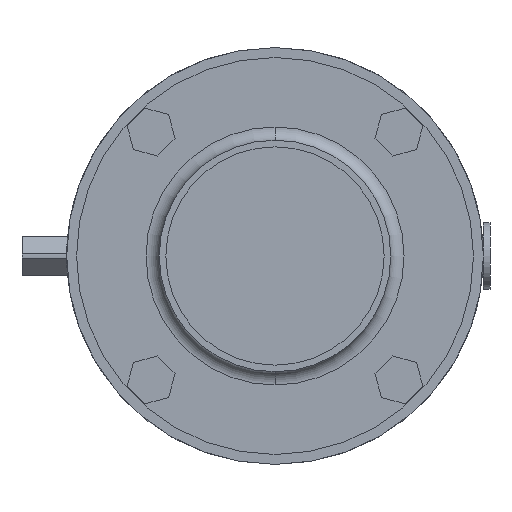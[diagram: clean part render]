
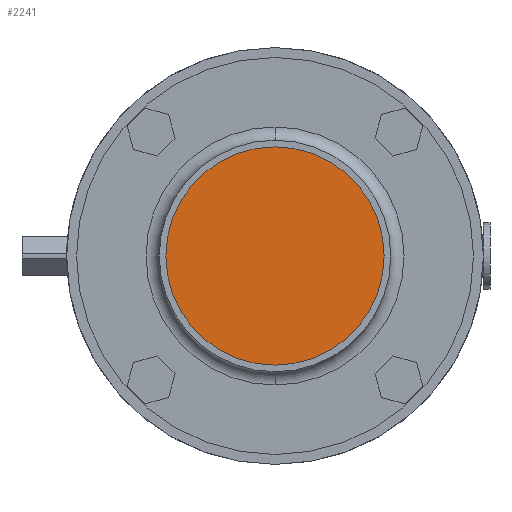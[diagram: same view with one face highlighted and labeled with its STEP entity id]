
A CAD part, left-side view. The second image highlights one B-rep face of the part: STEP entity #2241.
In plain terms, the highlighted face is planar.
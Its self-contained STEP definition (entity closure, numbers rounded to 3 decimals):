
#56 = AXIS2_PLACEMENT_3D ( 'NONE', #2049, #2659, #2687 ) ;
#125 = CARTESIAN_POINT ( 'NONE',  ( 10., 33., 0. ) ) ;
#332 = DIRECTION ( 'NONE',  ( 0., 0., 1. ) ) ;
#509 = VERTEX_POINT ( 'NONE', #565 ) ;
#558 = DIRECTION ( 'NONE',  ( -1., 0., 0. ) ) ;
#565 = CARTESIAN_POINT ( 'NONE',  ( 10., 0., -33. ) ) ;
#743 = CARTESIAN_POINT ( 'NONE',  ( 10., 0., 0. ) ) ;
#764 = DIRECTION ( 'NONE',  ( 0., 0., 1. ) ) ;
#951 = DIRECTION ( 'NONE',  ( -1., 0., 0. ) ) ;
#1357 = PLANE ( 'NONE',  #2185 ) ;
#1405 = CIRCLE ( 'NONE', #56, 33. ) ;
#1458 = EDGE_CURVE ( 'NONE', #1942, #509, #1405, .T. ) ;
#1473 = CARTESIAN_POINT ( 'NONE',  ( 10., 0., 33. ) ) ;
#1543 = AXIS2_PLACEMENT_3D ( 'NONE', #743, #951, #332 ) ;
#1716 = EDGE_CURVE ( 'NONE', #509, #1942, #2004, .T. ) ;
#1828 = EDGE_LOOP ( 'NONE', ( #2305, #1963 ) ) ;
#1942 = VERTEX_POINT ( 'NONE', #1473 ) ;
#1963 = ORIENTED_EDGE ( 'NONE', *, *, #1716, .F. ) ;
#2004 = CIRCLE ( 'NONE', #1543, 33. ) ;
#2049 = CARTESIAN_POINT ( 'NONE',  ( 10., 0., 0. ) ) ;
#2185 = AXIS2_PLACEMENT_3D ( 'NONE', #125, #558, #764 ) ;
#2241 = ADVANCED_FACE ( 'NONE', ( #2536 ), #1357, .F. ) ;
#2305 = ORIENTED_EDGE ( 'NONE', *, *, #1458, .F. ) ;
#2536 = FACE_OUTER_BOUND ( 'NONE', #1828, .T. ) ;
#2659 = DIRECTION ( 'NONE',  ( -1., 0., 0. ) ) ;
#2687 = DIRECTION ( 'NONE',  ( 0., 0., 1. ) ) ;
